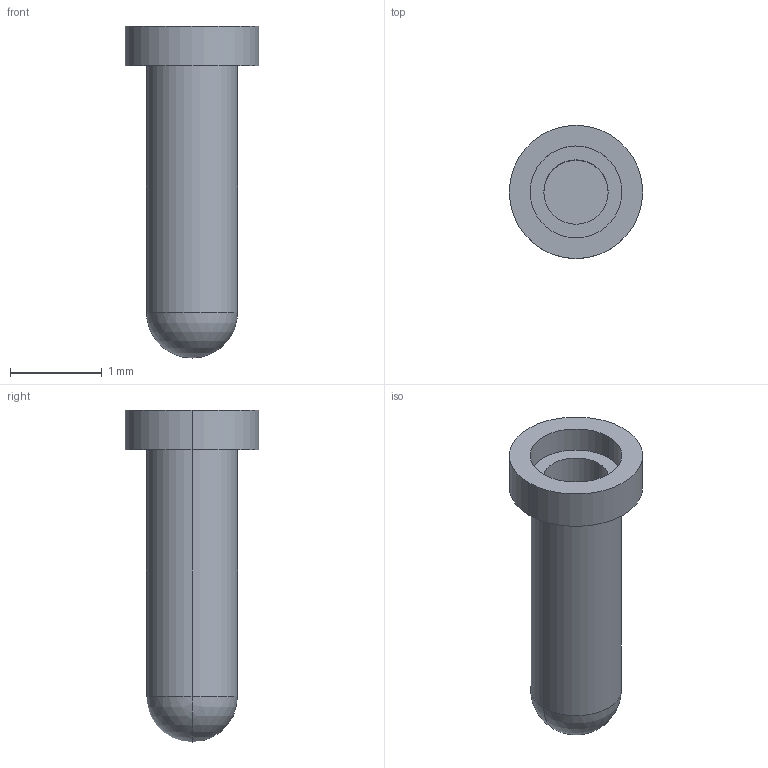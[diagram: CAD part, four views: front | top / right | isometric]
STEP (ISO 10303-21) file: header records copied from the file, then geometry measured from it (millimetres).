
FILE_DESCRIPTION((''),'2;1');
FILE_NAME('HARWIN_H3153F01.stp','2009-08-12T15:12:40',(''),(''),'Mechanical Desktop 2006','Mechanical Desktop 2006',', , ');
FILE_SCHEMA(('AUTOMOTIVE_DESIGN { 1 2 10303 214 0 1 1 1 }'));
Length unit declared in the file: millimetre
Products named in the file (1): Product
Bounding box: 1.45 x 1.45 x 3.61 mm (x, y, z)
Volume: 1.7 mm3; surface area: 22.3 mm2
Topology: 2 solids, 2 shells, 15 faces, 30 edges, 19 vertices
Faces by surface type: cylinder 8, plane 5, sphere 2
Entity records: 428 total; most frequent: DIRECTION 78, CARTESIAN_POINT 61, ORIENTED_EDGE 54, AXIS2_PLACEMENT_3D 35, EDGE_CURVE 27, CIRCLE 19, EDGE_LOOP 19, VERTEX_POINT 18
